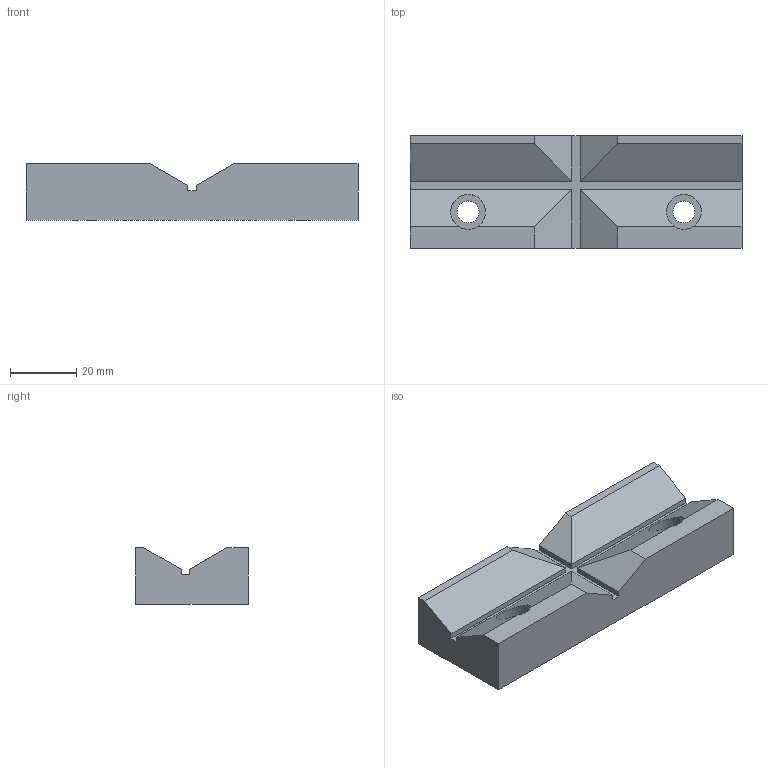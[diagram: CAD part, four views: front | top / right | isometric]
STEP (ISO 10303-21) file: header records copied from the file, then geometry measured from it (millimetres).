
FILE_DESCRIPTION(('STEP AP214'),'1');
FILE_NAME('HALDERN_EH_23231_0022.stp','2015-05-04T09:25:08',('TraceParts'),('TraceParts S.A.'),'Spatial InterOp 3D',' ',' ');
FILE_SCHEMA(('automotive_design'));
Length unit declared in the file: millimetre
Products named in the file (1): 1
Bounding box: 100 x 34 x 17 mm (x, y, z)
Volume: 45030.4 mm3; surface area: 12392.6 mm2
Topology: 1 solids, 1 shells, 36 faces, 98 edges, 64 vertices
Faces by surface type: plane 28, cylinder 8
Entity records: 1442 total; most frequent: CARTESIAN_POINT 199, ORIENTED_EDGE 196, DIRECTION 192, EDGE_CURVE 98, LINE 78, VECTOR 78, VERTEX_POINT 64, AXIS2_PLACEMENT_3D 57
